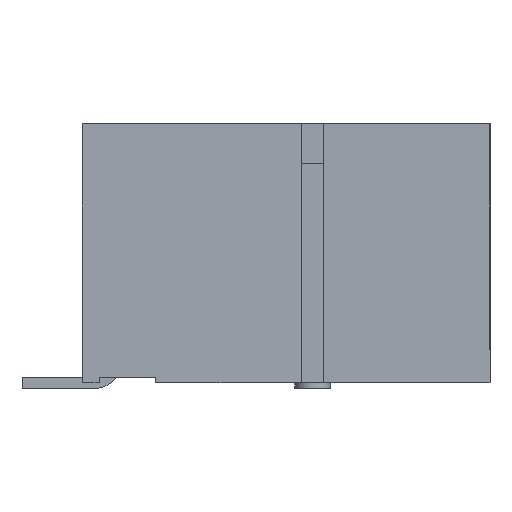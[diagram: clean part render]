
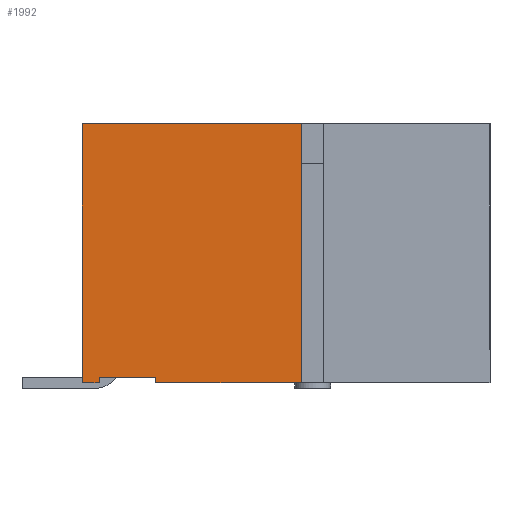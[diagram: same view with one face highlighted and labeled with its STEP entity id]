
A CAD part, left-side view. The second image highlights one B-rep face of the part: STEP entity #1992.
In plain terms, the highlighted planar face has unit normal (-1, 0, 0).
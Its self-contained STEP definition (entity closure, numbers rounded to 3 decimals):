
#32 = VERTEX_POINT('',#33);
#33 = CARTESIAN_POINT('',(-7.62,18.085,0.25));
#39 = EDGE_CURVE('',#40,#32,#42,.T.);
#40 = VERTEX_POINT('',#41);
#41 = CARTESIAN_POINT('',(-7.62,18.085,11.75));
#42 = LINE('',#43,#44);
#43 = CARTESIAN_POINT('',(-7.62,18.085,11.75));
#44 = VECTOR('',#45,1.);
#45 = DIRECTION('',(0.,0.,-1.));
#456 = VERTEX_POINT('',#457);
#457 = CARTESIAN_POINT('',(-7.62,8.665,0.25));
#465 = EDGE_CURVE('',#466,#456,#468,.T.);
#466 = VERTEX_POINT('',#467);
#467 = CARTESIAN_POINT('',(-7.62,14.835,0.25));
#468 = LINE('',#469,#470);
#469 = CARTESIAN_POINT('',(-7.62,14.835,0.25));
#470 = VECTOR('',#471,1.);
#471 = DIRECTION('',(0.,-1.,0.));
#906 = VERTEX_POINT('',#907);
#907 = CARTESIAN_POINT('',(-7.62,17.335,0.25));
#913 = EDGE_CURVE('',#32,#906,#914,.T.);
#914 = LINE('',#915,#916);
#915 = CARTESIAN_POINT('',(-7.62,18.085,0.25));
#916 = VECTOR('',#917,1.);
#917 = DIRECTION('',(0.,-1.,0.));
#1328 = EDGE_CURVE('',#40,#1329,#1331,.T.);
#1329 = VERTEX_POINT('',#1330);
#1330 = CARTESIAN_POINT('',(-7.62,8.365,11.75));
#1331 = LINE('',#1332,#1333);
#1332 = CARTESIAN_POINT('',(-7.62,18.085,11.75));
#1333 = VECTOR('',#1334,1.);
#1334 = DIRECTION('',(0.,-1.,0.));
#1975 = VERTEX_POINT('',#1976);
#1976 = CARTESIAN_POINT('',(-7.62,8.365,0.25));
#1982 = EDGE_CURVE('',#456,#1975,#1983,.T.);
#1983 = LINE('',#1984,#1985);
#1984 = CARTESIAN_POINT('',(-7.62,8.665,0.25));
#1985 = VECTOR('',#1986,1.);
#1986 = DIRECTION('',(0.,-1.,0.));
#1992 = ADVANCED_FACE('',(#1993),#2028,.T.);
#1993 = FACE_BOUND('',#1994,.T.);
#1994 = EDGE_LOOP('',(#1995,#1996,#2002,#2003,#2004,#2005,#2013,#2021,
    #2027));
#1995 = ORIENTED_EDGE('',*,*,#1982,.T.);
#1996 = ORIENTED_EDGE('',*,*,#1997,.F.);
#1997 = EDGE_CURVE('',#1329,#1975,#1998,.T.);
#1998 = LINE('',#1999,#2000);
#1999 = CARTESIAN_POINT('',(-7.62,8.365,11.75));
#2000 = VECTOR('',#2001,1.);
#2001 = DIRECTION('',(0.,0.,-1.));
#2002 = ORIENTED_EDGE('',*,*,#1328,.F.);
#2003 = ORIENTED_EDGE('',*,*,#39,.T.);
#2004 = ORIENTED_EDGE('',*,*,#913,.T.);
#2005 = ORIENTED_EDGE('',*,*,#2006,.T.);
#2006 = EDGE_CURVE('',#906,#2007,#2009,.T.);
#2007 = VERTEX_POINT('',#2008);
#2008 = CARTESIAN_POINT('',(-7.62,17.335,0.5));
#2009 = LINE('',#2010,#2011);
#2010 = CARTESIAN_POINT('',(-7.62,17.335,0.25));
#2011 = VECTOR('',#2012,1.);
#2012 = DIRECTION('',(0.,0.,1.));
#2013 = ORIENTED_EDGE('',*,*,#2014,.T.);
#2014 = EDGE_CURVE('',#2007,#2015,#2017,.T.);
#2015 = VERTEX_POINT('',#2016);
#2016 = CARTESIAN_POINT('',(-7.62,14.835,0.5));
#2017 = LINE('',#2018,#2019);
#2018 = CARTESIAN_POINT('',(-7.62,17.335,0.5));
#2019 = VECTOR('',#2020,1.);
#2020 = DIRECTION('',(0.,-1.,0.));
#2021 = ORIENTED_EDGE('',*,*,#2022,.F.);
#2022 = EDGE_CURVE('',#466,#2015,#2023,.T.);
#2023 = LINE('',#2024,#2025);
#2024 = CARTESIAN_POINT('',(-7.62,14.835,0.25));
#2025 = VECTOR('',#2026,1.);
#2026 = DIRECTION('',(0.,0.,1.));
#2027 = ORIENTED_EDGE('',*,*,#465,.T.);
#2028 = PLANE('',#2029);
#2029 = AXIS2_PLACEMENT_3D('',#2030,#2031,#2032);
#2030 = CARTESIAN_POINT('',(-7.62,18.085,11.75));
#2031 = DIRECTION('',(-1.,0.,0.));
#2032 = DIRECTION('',(0.,0.,-1.));
